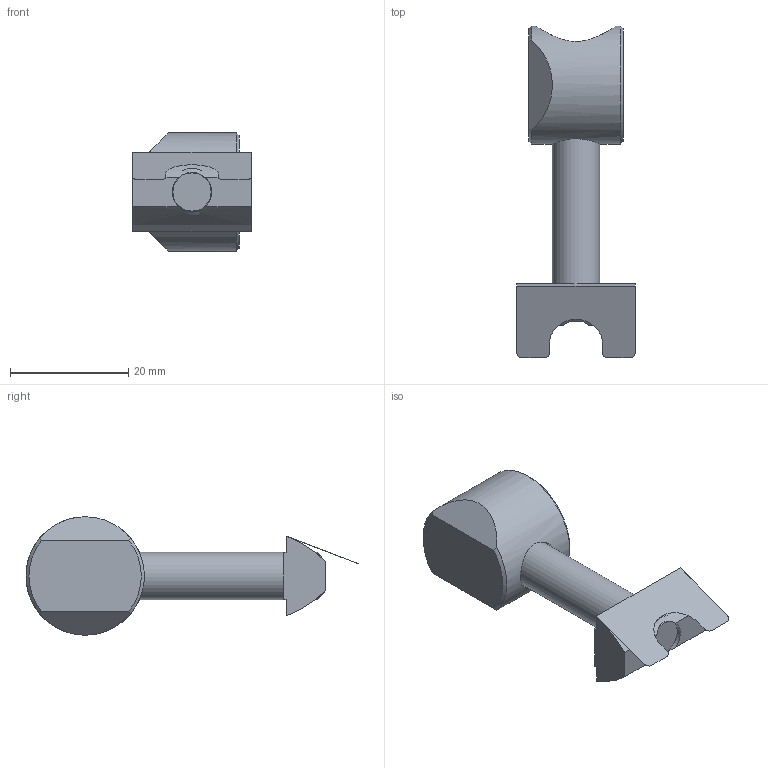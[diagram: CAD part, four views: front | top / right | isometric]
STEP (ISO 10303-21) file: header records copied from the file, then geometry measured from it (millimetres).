
FILE_DESCRIPTION(/* description */ ('Śruba z wałkiem D=20 M8x40 40-8'),/* implementation_level */ '2;1');
FILE_NAME(/* name */ '312040.stp',/* time_stamp */ '2022-10-07T07:28:15+02:00',/* author */ ('aluteckkpl_am'),/* organization */ (''),/* preprocessor_version */ 'ST-DEVELOPER v18.1',/* originating_system */ 'Autodesk Inventor 2021',/* authorisation */ '');
FILE_SCHEMA (('CONFIG_CONTROL_DESIGN'));
Length unit declared in the file: millimetre
Products named in the file (1): 312040
Bounding box: 20 x 56.14 x 20 mm (x, y, z)
Volume: 6702.9 mm3; surface area: 4693.3 mm2
Topology: 3 solids, 4 shells, 39 faces, 115 edges, 83 vertices
Faces by surface type: plane 24, cylinder 8, cone 5, torus 2
Full cylindrical faces by diameter (mm): 6.647 x1, 8 x1, 8.4 x1, 13 x1, 13.5 x1, 20 x1
Entity records: 1501 total; most frequent: CARTESIAN_POINT 356, DIRECTION 217, ORIENTED_EDGE 216, EDGE_CURVE 114, VERTEX_POINT 83, AXIS2_PLACEMENT_3D 82, LINE 53, VECTOR 53
